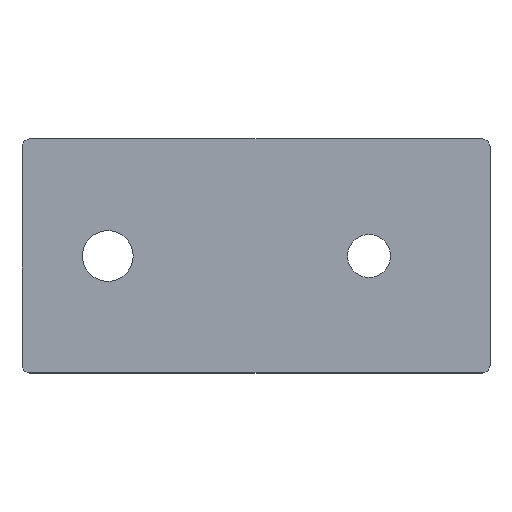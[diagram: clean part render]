
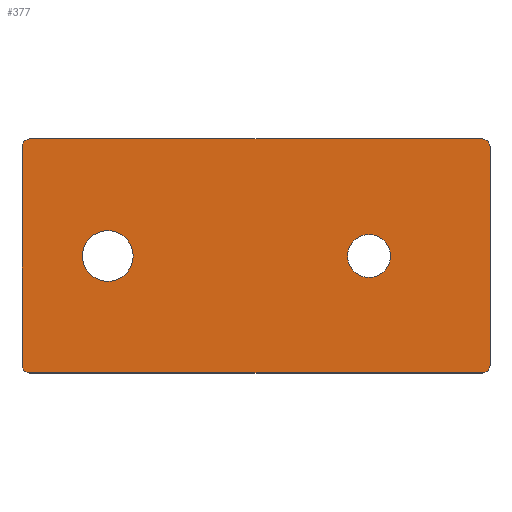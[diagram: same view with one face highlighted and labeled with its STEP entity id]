
A CAD part, top view. The second image highlights one B-rep face of the part: STEP entity #377.
In plain terms, the highlighted planar face has unit normal (0, 0, 1).
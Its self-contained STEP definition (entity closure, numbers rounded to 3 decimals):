
#18=CARTESIAN_POINT('',(-52.25,0.,3.0));
#19=VERTEX_POINT('',#18);
#26=CARTESIAN_POINT('',(-45.75,0.,3.0));
#27=VERTEX_POINT('',#26);
#28=CARTESIAN_POINT('',(-49.0,0.,3.0));
#29=DIRECTION('',(0.0,0.0,1.0));
#30=DIRECTION('',(0.0,1.0,0.0));
#31=AXIS2_PLACEMENT_3D('',#28,#29,#30);
#32=CIRCLE('',#31,3.25);
#33=EDGE_CURVE('',#19,#27,#32,.T.);
#49=CARTESIAN_POINT('',(-15.5,2.75,3.0));
#50=VERTEX_POINT('',#49);
#51=CARTESIAN_POINT('',(-15.5,-2.75,3.0));
#52=VERTEX_POINT('',#51);
#53=CARTESIAN_POINT('',(-15.5,0.,3.0));
#54=DIRECTION('',(0.0,0.0,-1.0));
#55=DIRECTION('',(0.0,-1.0,0.0));
#56=AXIS2_PLACEMENT_3D('',#53,#54,#55);
#57=CIRCLE('',#56,2.75);
#58=EDGE_CURVE('',#50,#52,#57,.T.);
#102=CARTESIAN_POINT('',(-59.0,-15.,3.0));
#103=VERTEX_POINT('',#102);
#110=CARTESIAN_POINT('',(-60.0,-14.,3.0));
#111=VERTEX_POINT('',#110);
#112=CARTESIAN_POINT('',(-59.0,-14.,3.0));
#113=DIRECTION('',(0.0,0.0,1.0));
#114=DIRECTION('',(1.0,0.0,0.0));
#115=AXIS2_PLACEMENT_3D('',#112,#113,#114);
#116=CIRCLE('',#115,1.);
#117=EDGE_CURVE('',#111,#103,#116,.T.);
#141=CARTESIAN_POINT('',(-1.0,-15.,3.0));
#142=VERTEX_POINT('',#141);
#149=CARTESIAN_POINT('',(-59.0,-15.,3.0));
#150=DIRECTION('',(1.0,0.0,0.0));
#151=VECTOR('',#150,58.0);
#152=LINE('',#149,#151);
#153=EDGE_CURVE('',#103,#142,#152,.T.);
#173=CARTESIAN_POINT('',(0.0,-14.,3.0));
#174=VERTEX_POINT('',#173);
#181=CARTESIAN_POINT('',(-1.0,-14.,3.0));
#182=DIRECTION('',(0.0,0.0,1.0));
#183=DIRECTION('',(-1.0,0.0,0.0));
#184=AXIS2_PLACEMENT_3D('',#181,#182,#183);
#185=CIRCLE('',#184,1.);
#186=EDGE_CURVE('',#142,#174,#185,.T.);
#205=CARTESIAN_POINT('',(0.0,14.,3.0));
#206=VERTEX_POINT('',#205);
#213=CARTESIAN_POINT('',(0.0,-14.,3.0));
#214=DIRECTION('',(0.0,1.0,0.0));
#215=VECTOR('',#214,28.);
#216=LINE('',#213,#215);
#217=EDGE_CURVE('',#174,#206,#216,.T.);
#237=CARTESIAN_POINT('',(-1.0,15.,3.0));
#238=VERTEX_POINT('',#237);
#245=CARTESIAN_POINT('',(-1.0,14.,3.0));
#246=DIRECTION('',(0.0,0.0,1.0));
#247=DIRECTION('',(-1.0,0.0,0.0));
#248=AXIS2_PLACEMENT_3D('',#245,#246,#247);
#249=CIRCLE('',#248,1.);
#250=EDGE_CURVE('',#206,#238,#249,.T.);
#269=CARTESIAN_POINT('',(-59.0,15.,3.0));
#270=VERTEX_POINT('',#269);
#277=CARTESIAN_POINT('',(-1.0,15.,3.0));
#278=DIRECTION('',(-1.0,0.0,0.0));
#279=VECTOR('',#278,58.0);
#280=LINE('',#277,#279);
#281=EDGE_CURVE('',#238,#270,#280,.T.);
#301=CARTESIAN_POINT('',(-60.0,14.,3.0));
#302=VERTEX_POINT('',#301);
#309=CARTESIAN_POINT('',(-59.0,14.,3.0));
#310=DIRECTION('',(0.0,0.0,1.0));
#311=DIRECTION('',(1.0,0.0,0.0));
#312=AXIS2_PLACEMENT_3D('',#309,#310,#311);
#313=CIRCLE('',#312,1.);
#314=EDGE_CURVE('',#270,#302,#313,.T.);
#332=CARTESIAN_POINT('',(-60.0,14.,3.0));
#333=DIRECTION('',(0.0,-1.0,0.0));
#334=VECTOR('',#333,28.);
#335=LINE('',#332,#334);
#336=EDGE_CURVE('',#302,#111,#335,.T.);
#342=CARTESIAN_POINT('',(-63.0,-16.5,3.0));
#343=DIRECTION('',(0.0,0.0,1.0));
#344=DIRECTION('',(1.0,0.0,0.0));
#345=AXIS2_PLACEMENT_3D('',#342,#343,#344);
#346=PLANE('',#345);
#347=ORIENTED_EDGE('',*,*,#117,.T.);
#348=ORIENTED_EDGE('',*,*,#153,.T.);
#349=ORIENTED_EDGE('',*,*,#186,.T.);
#350=ORIENTED_EDGE('',*,*,#217,.T.);
#351=ORIENTED_EDGE('',*,*,#250,.T.);
#352=ORIENTED_EDGE('',*,*,#281,.T.);
#353=ORIENTED_EDGE('',*,*,#314,.T.);
#354=ORIENTED_EDGE('',*,*,#336,.T.);
#355=EDGE_LOOP('',(#347,#348,#349,#350,#351,#352,#353,#354));
#356=FACE_OUTER_BOUND('',#355,.T.);
#357=CARTESIAN_POINT('',(-15.5,0.,3.0));
#358=DIRECTION('',(0.0,0.0,-1.0));
#359=DIRECTION('',(0.0,-1.0,0.0));
#360=AXIS2_PLACEMENT_3D('',#357,#358,#359);
#361=CIRCLE('',#360,2.75);
#362=EDGE_CURVE('',#52,#50,#361,.T.);
#363=ORIENTED_EDGE('',*,*,#362,.T.);
#364=ORIENTED_EDGE('',*,*,#58,.T.);
#365=EDGE_LOOP('',(#363,#364));
#366=FACE_BOUND('',#365,.T.);
#367=CARTESIAN_POINT('',(-49.0,0.,3.0));
#368=DIRECTION('',(0.0,0.0,1.0));
#369=DIRECTION('',(0.0,1.0,0.0));
#370=AXIS2_PLACEMENT_3D('',#367,#368,#369);
#371=CIRCLE('',#370,3.25);
#372=EDGE_CURVE('',#27,#19,#371,.T.);
#373=ORIENTED_EDGE('',*,*,#372,.F.);
#374=ORIENTED_EDGE('',*,*,#33,.F.);
#375=EDGE_LOOP('',(#373,#374));
#376=FACE_BOUND('',#375,.T.);
#377=ADVANCED_FACE('',(#356,#366,#376),#346,.T.);
